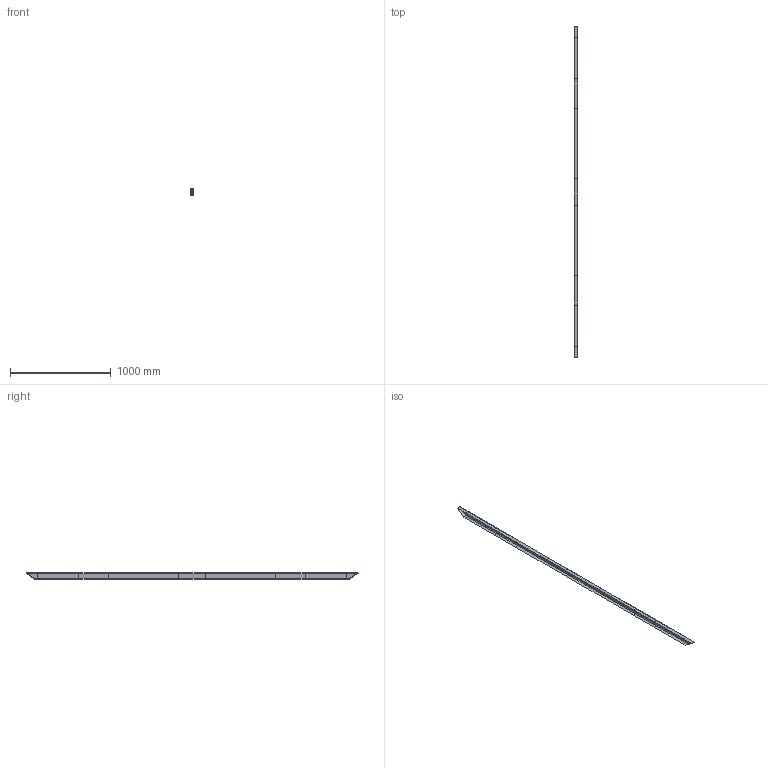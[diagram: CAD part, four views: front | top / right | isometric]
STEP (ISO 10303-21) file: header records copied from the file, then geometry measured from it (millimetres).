
FILE_DESCRIPTION(('CATIA V5 STEP'),'2;1');
FILE_NAME('testcase.stp','2009-06-09T11:18:00+00:00',('none'),('none'),'CATIA Version 5 Release 18 GA (IN-10)','CATIA V5 STEP AP203','none');
FILE_SCHEMA(('CONFIG_CONTROL_DESIGN'));
Length unit declared in the file: millimetre
Products named in the file (1): Frame assembly - 20080818
Assembly tree (1 placements, depth 2):
  Frame assembly - 20080818
    #56
Bounding box: 38.14 x 3287.78 x 66 mm (x, y, z)
Surface area: 449172.9 mm2 (no closed solid volume)
Topology: 0 solids, 3 shells, 49 faces, 128 edges, 82 vertices
Faces by surface type: plane 27, cylinder 18, bspline 4
Entity records: 1546 total; most frequent: CARTESIAN_POINT 563, ORIENTED_EDGE 206, EDGE_CURVE 128, DIRECTION 112, VECTOR 82, LINE 82, VERTEX_POINT 82, ADVANCED_FACE 49
